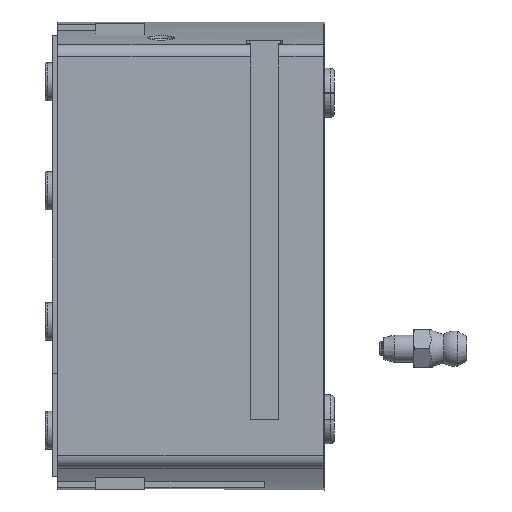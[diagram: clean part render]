
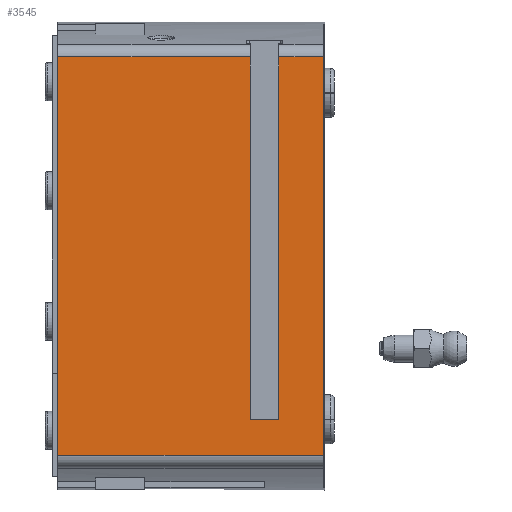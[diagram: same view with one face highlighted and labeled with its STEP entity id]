
A CAD part, left-side view. The second image highlights one B-rep face of the part: STEP entity #3545.
In plain terms, the highlighted planar face has unit normal (-1, 0, 0).
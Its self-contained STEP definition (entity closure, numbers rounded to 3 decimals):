
#749=ORIENTED_EDGE('',*,*,#1640,.F.);
#750=ORIENTED_EDGE('',*,*,#1648,.T.);
#751=ORIENTED_EDGE('',*,*,#1649,.F.);
#752=ORIENTED_EDGE('',*,*,#1650,.T.);
#753=ORIENTED_EDGE('',*,*,#1651,.F.);
#754=ORIENTED_EDGE('',*,*,#1646,.F.);
#755=ORIENTED_EDGE('',*,*,#1652,.T.);
#756=ORIENTED_EDGE('',*,*,#1653,.T.);
#1640=EDGE_CURVE('',#2087,#2088,#2378,.T.);
#1646=EDGE_CURVE('',#2089,#2090,#2381,.T.);
#1648=EDGE_CURVE('',#2087,#2091,#2382,.T.);
#1649=EDGE_CURVE('',#2092,#2091,#2383,.T.);
#1650=EDGE_CURVE('',#2092,#2093,#2384,.T.);
#1651=EDGE_CURVE('',#2090,#2093,#2385,.T.);
#1652=EDGE_CURVE('',#2089,#2094,#2386,.T.);
#1653=EDGE_CURVE('',#2094,#2088,#2387,.T.);
#2087=VERTEX_POINT('',#5906);
#2088=VERTEX_POINT('',#5908);
#2089=VERTEX_POINT('',#5916);
#2090=VERTEX_POINT('',#5918);
#2091=VERTEX_POINT('',#5922);
#2092=VERTEX_POINT('',#5924);
#2093=VERTEX_POINT('',#5926);
#2094=VERTEX_POINT('',#5929);
#2378=LINE('',#5907,#2585);
#2381=LINE('',#5917,#2588);
#2382=LINE('',#5921,#2589);
#2383=LINE('',#5923,#2590);
#2384=LINE('',#5925,#2591);
#2385=LINE('',#5927,#2592);
#2386=LINE('',#5928,#2593);
#2387=LINE('',#5930,#2594);
#2585=VECTOR('',#4536,1000.);
#2588=VECTOR('',#4549,1000.);
#2589=VECTOR('',#4554,1000.);
#2590=VECTOR('',#4555,1000.);
#2591=VECTOR('',#4556,1000.);
#2592=VECTOR('',#4557,1000.);
#2593=VECTOR('',#4558,1000.);
#2594=VECTOR('',#4559,1000.);
#2750=EDGE_LOOP('',(#749,#750,#751,#752,#753,#754,#755,#756));
#3095=FACE_BOUND('',#2750,.T.);
#3415=PLANE('',#3918);
#3545=ADVANCED_FACE('',(#3095),#3415,.F.);
#3918=AXIS2_PLACEMENT_3D('',#5920,#4552,#4553);
#4536=DIRECTION('',(0.,-1.,0.));
#4549=DIRECTION('',(0.,0.,1.));
#4552=DIRECTION('',(1.,0.,0.));
#4553=DIRECTION('',(0.,0.,-1.));
#4554=DIRECTION('',(0.,0.,-1.));
#4555=DIRECTION('',(0.,-1.,0.));
#4556=DIRECTION('',(0.,0.,1.));
#4557=DIRECTION('',(0.,-1.,0.));
#4558=DIRECTION('',(0.,-1.,0.));
#4559=DIRECTION('',(0.,0.,1.));
#5906=CARTESIAN_POINT('',(-40.,8.2,36.574));
#5907=CARTESIAN_POINT('',(-40.,48.8,36.574));
#5908=CARTESIAN_POINT('',(-40.,0.,36.574));
#5916=CARTESIAN_POINT('',(-40.,48.8,-36.574));
#5917=CARTESIAN_POINT('',(-40.,48.8,-44.));
#5918=CARTESIAN_POINT('',(-40.,48.8,36.574));
#5920=CARTESIAN_POINT('',(-40.,48.8,-44.));
#5921=CARTESIAN_POINT('',(-40.,8.2,-44.));
#5922=CARTESIAN_POINT('',(-40.,8.2,-30.));
#5923=CARTESIAN_POINT('',(-40.,48.8,-30.));
#5924=CARTESIAN_POINT('',(-40.,13.4,-30.));
#5925=CARTESIAN_POINT('',(-40.,13.4,-44.));
#5926=CARTESIAN_POINT('',(-40.,13.4,36.574));
#5927=CARTESIAN_POINT('',(-40.,48.8,36.574));
#5928=CARTESIAN_POINT('',(-40.,48.8,-36.574));
#5929=CARTESIAN_POINT('',(-40.,0.,-36.574));
#5930=CARTESIAN_POINT('',(-40.,0.,-44.));
